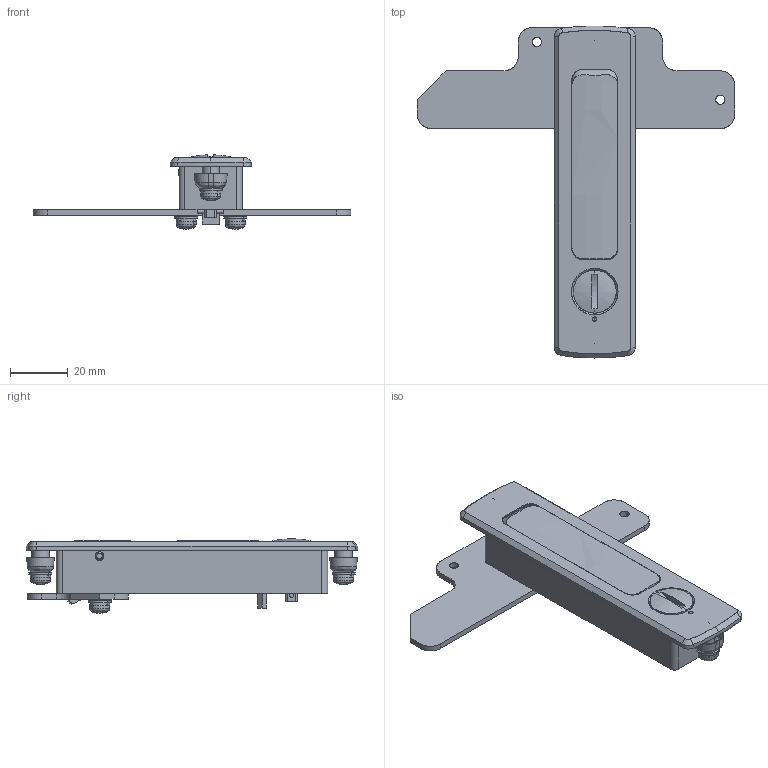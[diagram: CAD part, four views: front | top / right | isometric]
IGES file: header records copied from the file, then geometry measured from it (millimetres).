
Start section: SolidWorks IGES file using analytic representation for surfaces
Global section: file name: A-265-2-1.IGS; native system: SolidWorks 2018; preprocessor: SolidWorks 2018; author: 1337yo; date: 200413.134823; units: millimetre
Bounding box: 110 x 115 x 25.74 mm (x, y, z)
Surface area: 29189.9 mm2 (no closed solid volume)
Topology: 0 solids, 0 shells, 572 faces, 7320 edges, 7309 vertices
Faces by surface type: bspline 301, revolution 271
